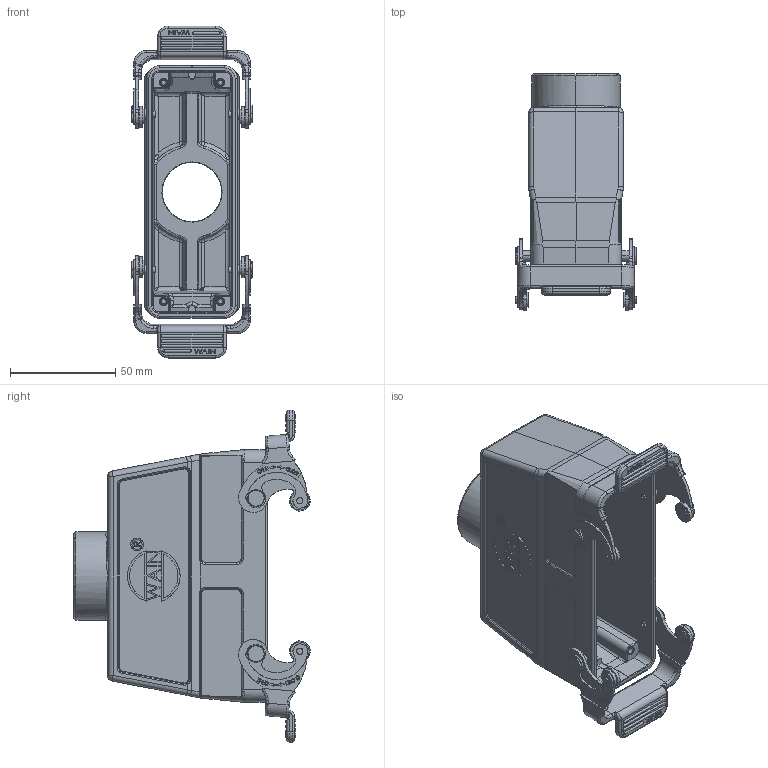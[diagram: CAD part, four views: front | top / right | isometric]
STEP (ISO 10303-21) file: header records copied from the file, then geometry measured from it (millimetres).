
FILE_DESCRIPTION(/* description */ (''),/* implementation_level */ '2;1');
FILE_NAME(/* name */ '3D_1240244415004_HV24B-TEH-2L_SC-M32_V1.0.stp',/* time_stamp */ '2024-01-17T14:29:26+08:00',/* author */ (''),/* organization */ (''),/* preprocessor_version */ 'ST-DEVELOPER v18.1',/* originating_system */ 'SIEMENS PLM Software NX 1980',/* authorisation */ '');
FILE_SCHEMA (('AUTOMOTIVE_DESIGN { 1 0 10303 214 3 1 1 1 }'));
Products named in the file (1): 14593C30272Bdydh
Bounding box: 57.5 x 112.31 x 157.8 mm (x, y, z)
Volume: 116668.6 mm3; surface area: 69698.4 mm2
Topology: 3 solids, 3 shells, 1887 faces, 5100 edges, 3349 vertices
Faces by surface type: plane 828, cylinder 569, torus 199, bspline 88, extrusion 84, cone 66, sphere 51, revolution 2
Entity records: 71901 total; most frequent: CARTESIAN_POINT 29632, ORIENTED_EDGE 10100, DIRECTION 6418, EDGE_CURVE 5050, VERTEX_POINT 3349, B_SPLINE_CURVE_WITH_KNOTS 2502, VECTOR 2246, LINE 2162
